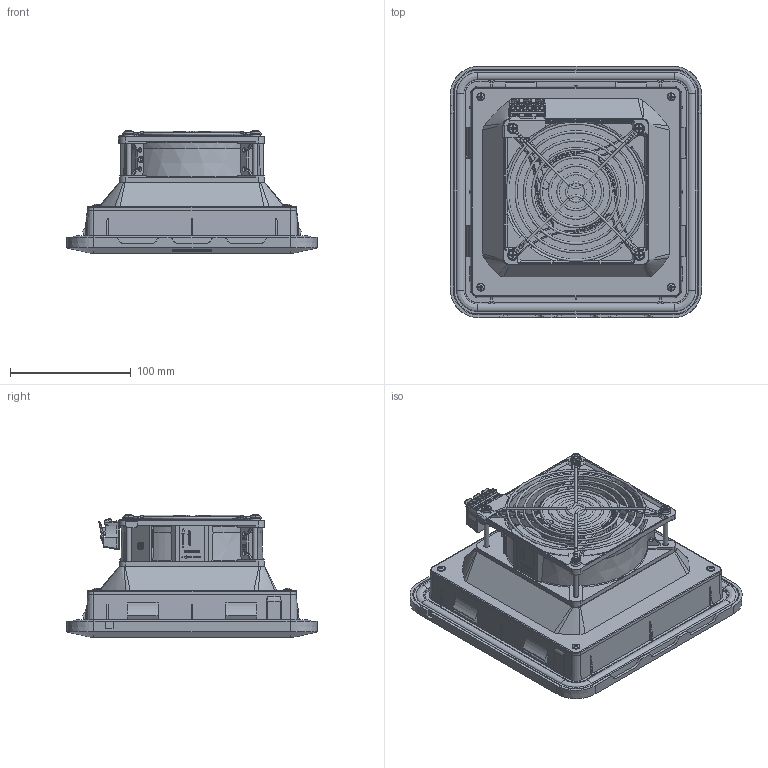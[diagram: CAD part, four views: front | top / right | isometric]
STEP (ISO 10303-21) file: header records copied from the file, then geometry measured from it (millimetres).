
FILE_DESCRIPTION(/* description */ (''),/* implementation_level */ '2;1');
FILE_NAME(/* name */ '',/* time_stamp */ '2023-12-12T13:25:23+03:00',/* author */ (''),/* organization */ (''),/* preprocessor_version */ 'ST-DEVELOPER v20',/* originating_system */ 'Autodesk Translation Framework v12.14.0.127',/* authorisation */ '');
FILE_SCHEMA (('AUTOMOTIVE_DESIGN { 1 0 10303 214 3 1 1 }'));
Products named in the file (14): Сборка SLV v1; Патрубок; STSplus-30x10_1; STSplus-30x10_2; STSplus-30x10_3; STSplus-30x10_4; G1238-A22X-5BHL; DIN7985 4x50_1; DIN7985 4x50_2; DIN7985 4x50_3; DIN7985 4x50_4; Решетка 105mm; СЛРТ.745222.002; LK 980-01_3
Assembly tree (13 placements, depth 2):
  Сборка SLV v1
    Патрубок
    STSplus-30x10_1
    STSplus-30x10_2
    STSplus-30x10_3
    STSplus-30x10_4
    G1238-A22X-5BHL
    DIN7985 4x50_1
    DIN7985 4x50_2
    DIN7985 4x50_3
    DIN7985 4x50_4
    Решетка 105mm
    СЛРТ.745222.002
    LK 980-01_3
Bounding box: 208.2 x 208.2 x 101.58 mm (x, y, z)
Volume: 1666581.4 mm3; surface area: 299808.9 mm2
Topology: 11 solids, 15 shells, 2993 faces, 8325 edges, 5411 vertices
Faces by surface type: plane 1638, cylinder 523, bspline 352, cone 245, torus 200, sphere 35
Full cylindrical faces by diameter (mm): 1.8 x16, 2.529 x8, 3.086 x7, 3.7 x2, 3.8 x6, 4 x4, 4.2 x1, 4.252 x3, 4.4 x8, 4.8 x2, 5.6 x2, 6.5 x4, 60 x1, 63 x1
Entity records: 147447 total; most frequent: CARTESIAN_POINT 71390, ORIENTED_EDGE 16610, DIRECTION 14818, EDGE_CURVE 8305, VERTEX_POINT 5407, AXIS2_PLACEMENT_3D 4974, LINE 4870, VECTOR 4870
